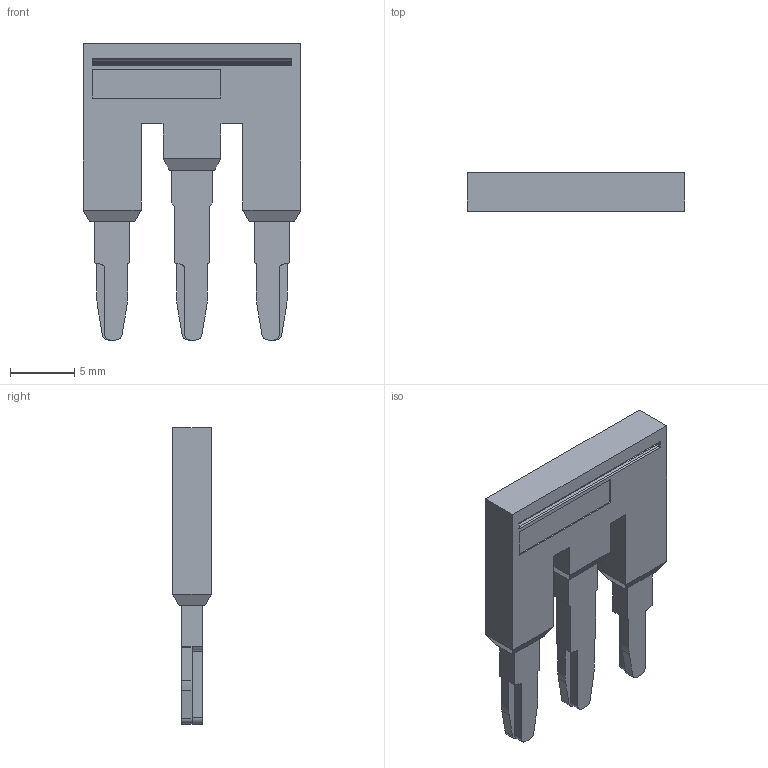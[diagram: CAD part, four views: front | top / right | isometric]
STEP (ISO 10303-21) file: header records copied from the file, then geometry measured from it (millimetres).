
FILE_DESCRIPTION(('STEP AP203'), '1');
FILE_NAME('MTS-J34', '2024-06-04T11:41:00', ('砐錪賧瘔蠈錪 Windows'), (''), 'C3D Converter', 'C3D Toolkit', '');
FILE_SCHEMA(('CONFIG_CONTROL_DESIGN'));
Length unit declared in the file: millimetre
Bounding box: 16.9 x 3 x 23 mm (x, y, z)
Volume: 661.4 mm3; surface area: 881.8 mm2
Topology: 1 solids, 1 shells, 122 faces, 330 edges, 216 vertices
Faces by surface type: plane 90, cylinder 32
Entity records: 4813 total; most frequent: CARTESIAN_POINT 669, ORIENTED_EDGE 660, DIRECTION 640, EDGE_CURVE 330, LINE 266, VECTOR 266, VERTEX_POINT 216, AXIS2_PLACEMENT_3D 187
